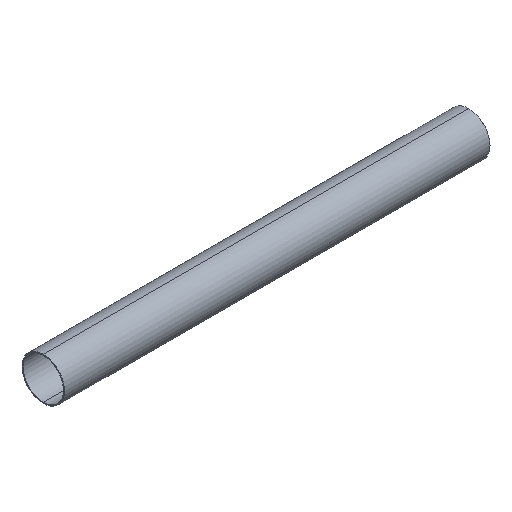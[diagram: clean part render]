
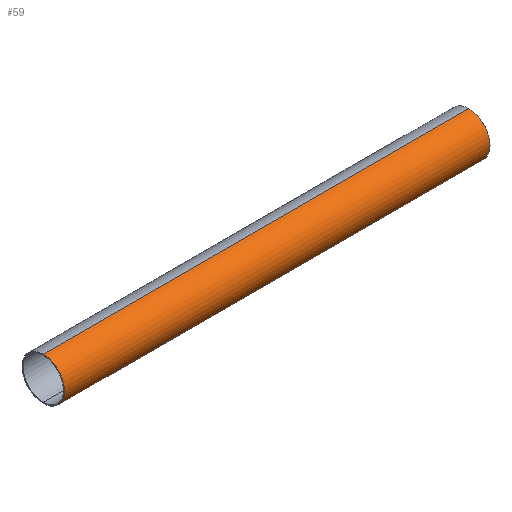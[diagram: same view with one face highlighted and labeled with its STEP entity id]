
A CAD part, isometric view. The second image highlights one B-rep face of the part: STEP entity #59.
In plain terms, the highlighted cylindrical face has radius 250 mm (diameter 500 mm), a partial arc.
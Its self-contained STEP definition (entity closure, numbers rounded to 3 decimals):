
#51 = VERTEX_POINT( '', #121 );
#59 = ADVANCED_FACE( '', ( #131 ), #132, .T. );
#61 = EDGE_CURVE( '', #83, #71, #134, .T. );
#65 = VERTEX_POINT( '', #138 );
#71 = VERTEX_POINT( '', #146 );
#75 = EDGE_CURVE( '', #51, #65, #150, .T. );
#79 = EDGE_CURVE( '', #71, #51, #154, .T. );
#83 = VERTEX_POINT( '', #159 );
#85 = EDGE_CURVE( '', #65, #83, #161, .T. );
#121 = CARTESIAN_POINT( '', ( 0., 0., 250. ) );
#131 = FACE_OUTER_BOUND( '', #201, .T. );
#132 = CYLINDRICAL_SURFACE( '', #202, 250. );
#134 = CIRCLE( '', #205, 250. );
#138 = CARTESIAN_POINT( '', ( 0., 0., -250. ) );
#146 = CARTESIAN_POINT( '', ( 5000., 0., 250. ) );
#150 = CIRCLE( '', #221, 250. );
#154 = LINE( '', #227, #228 );
#159 = CARTESIAN_POINT( '', ( 5000., 0., -250. ) );
#161 = LINE( '', #236, #237 );
#201 = EDGE_LOOP( '', ( #281, #282, #283, #284 ) );
#202 = AXIS2_PLACEMENT_3D( '', #285, #286, #287 );
#205 = AXIS2_PLACEMENT_3D( '', #288, #289, #290 );
#221 = AXIS2_PLACEMENT_3D( '', #300, #301, #302 );
#227 = CARTESIAN_POINT( '', ( 0., 0., 250. ) );
#228 = VECTOR( '', #306, 1. );
#236 = CARTESIAN_POINT( '', ( 0., 0., -250. ) );
#237 = VECTOR( '', #315, 1. );
#281 = ORIENTED_EDGE( '', *, *, #85, .T. );
#282 = ORIENTED_EDGE( '', *, *, #61, .T. );
#283 = ORIENTED_EDGE( '', *, *, #79, .T. );
#284 = ORIENTED_EDGE( '', *, *, #75, .T. );
#285 = CARTESIAN_POINT( '', ( 0., 0., 0. ) );
#286 = DIRECTION( '', ( -1., 0., 0. ) );
#287 = DIRECTION( '', ( 0., 0., -1. ) );
#288 = CARTESIAN_POINT( '', ( 5000., 0., 0. ) );
#289 = DIRECTION( '', ( -1., 0., 0. ) );
#290 = DIRECTION( '', ( 0., 0., -1. ) );
#300 = CARTESIAN_POINT( '', ( 0., 0., 0. ) );
#301 = DIRECTION( '', ( 1., 0., 0. ) );
#302 = DIRECTION( '', ( 0., 0., -1. ) );
#306 = DIRECTION( '', ( -1., 0., 0. ) );
#315 = DIRECTION( '', ( 1., 0., 0. ) );
